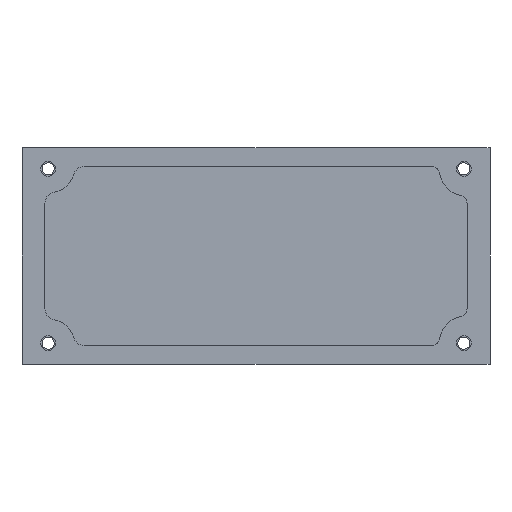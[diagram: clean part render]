
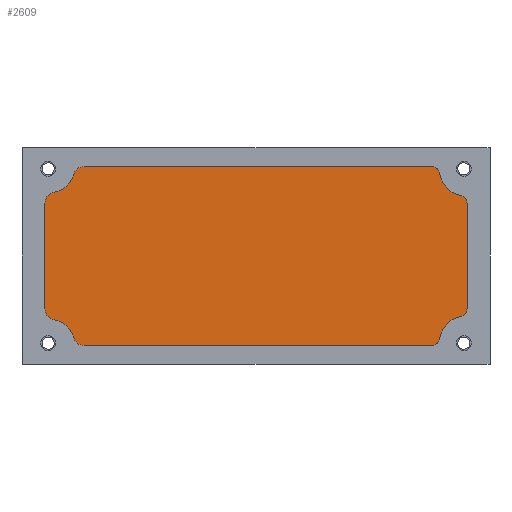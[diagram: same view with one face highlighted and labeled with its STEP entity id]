
A CAD part, front view. The second image highlights one B-rep face of the part: STEP entity #2609.
In plain terms, the highlighted planar face has unit normal (0, -1, 0).
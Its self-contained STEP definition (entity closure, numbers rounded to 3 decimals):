
#78=LINE('',#4644,#134);
#83=LINE('',#4660,#139);
#88=LINE('',#4676,#144);
#93=LINE('',#4692,#149);
#134=VECTOR('',#3904,1000.);
#139=VECTOR('',#3923,1000.);
#144=VECTOR('',#3942,1000.);
#149=VECTOR('',#3961,1000.);
#800=ORIENTED_EDGE('',*,*,#1065,.F.);
#801=ORIENTED_EDGE('',*,*,#1095,.T.);
#802=ORIENTED_EDGE('',*,*,#1093,.F.);
#803=ORIENTED_EDGE('',*,*,#1091,.F.);
#804=ORIENTED_EDGE('',*,*,#1089,.F.);
#805=ORIENTED_EDGE('',*,*,#1087,.T.);
#806=ORIENTED_EDGE('',*,*,#1085,.F.);
#807=ORIENTED_EDGE('',*,*,#1083,.F.);
#808=ORIENTED_EDGE('',*,*,#1081,.F.);
#809=ORIENTED_EDGE('',*,*,#1079,.T.);
#810=ORIENTED_EDGE('',*,*,#1077,.F.);
#811=ORIENTED_EDGE('',*,*,#1075,.F.);
#812=ORIENTED_EDGE('',*,*,#1073,.F.);
#813=ORIENTED_EDGE('',*,*,#1071,.T.);
#814=ORIENTED_EDGE('',*,*,#1069,.F.);
#815=ORIENTED_EDGE('',*,*,#1067,.F.);
#1065=EDGE_CURVE('',#1320,#1321,#1548,.T.);
#1067=EDGE_CURVE('',#1321,#1322,#78,.T.);
#1069=EDGE_CURVE('',#1322,#1323,#1549,.T.);
#1071=EDGE_CURVE('',#1324,#1323,#1550,.T.);
#1073=EDGE_CURVE('',#1324,#1325,#1551,.T.);
#1075=EDGE_CURVE('',#1325,#1326,#83,.T.);
#1077=EDGE_CURVE('',#1326,#1327,#1552,.T.);
#1079=EDGE_CURVE('',#1328,#1327,#1553,.T.);
#1081=EDGE_CURVE('',#1328,#1329,#1554,.T.);
#1083=EDGE_CURVE('',#1329,#1330,#88,.T.);
#1085=EDGE_CURVE('',#1330,#1331,#1555,.T.);
#1087=EDGE_CURVE('',#1332,#1331,#1556,.T.);
#1089=EDGE_CURVE('',#1332,#1333,#1557,.T.);
#1091=EDGE_CURVE('',#1333,#1334,#93,.T.);
#1093=EDGE_CURVE('',#1334,#1335,#1558,.T.);
#1095=EDGE_CURVE('',#1320,#1335,#1559,.T.);
#1320=VERTEX_POINT('',#4639);
#1321=VERTEX_POINT('',#4641);
#1322=VERTEX_POINT('',#4645);
#1323=VERTEX_POINT('',#4649);
#1324=VERTEX_POINT('',#4653);
#1325=VERTEX_POINT('',#4657);
#1326=VERTEX_POINT('',#4661);
#1327=VERTEX_POINT('',#4665);
#1328=VERTEX_POINT('',#4669);
#1329=VERTEX_POINT('',#4673);
#1330=VERTEX_POINT('',#4677);
#1331=VERTEX_POINT('',#4681);
#1332=VERTEX_POINT('',#4685);
#1333=VERTEX_POINT('',#4689);
#1334=VERTEX_POINT('',#4693);
#1335=VERTEX_POINT('',#4697);
#1548=CIRCLE('',#3026,2.49);
#1549=CIRCLE('',#3029,2.49);
#1550=CIRCLE('',#3031,5.45);
#1551=CIRCLE('',#3033,2.49);
#1552=CIRCLE('',#3036,1.88);
#1553=CIRCLE('',#3038,6.25);
#1554=CIRCLE('',#3040,1.88);
#1555=CIRCLE('',#3043,1.88);
#1556=CIRCLE('',#3045,6.25);
#1557=CIRCLE('',#3047,1.88);
#1558=CIRCLE('',#3050,2.49);
#1559=CIRCLE('',#3052,5.45);
#1939=EDGE_LOOP('',(#800,#801,#802,#803,#804,#805,#806,#807,#808,#809,#810,
#811,#812,#813,#814,#815));
#2319=FACE_BOUND('',#1939,.T.);
#2402=PLANE('',#3053);
#2609=ADVANCED_FACE('',(#2319),#2402,.F.);
#3026=AXIS2_PLACEMENT_3D('',#4640,#3899,#3900);
#3029=AXIS2_PLACEMENT_3D('',#4648,#3908,#3909);
#3031=AXIS2_PLACEMENT_3D('',#4652,#3913,#3914);
#3033=AXIS2_PLACEMENT_3D('',#4656,#3918,#3919);
#3036=AXIS2_PLACEMENT_3D('',#4664,#3927,#3928);
#3038=AXIS2_PLACEMENT_3D('',#4668,#3932,#3933);
#3040=AXIS2_PLACEMENT_3D('',#4672,#3937,#3938);
#3043=AXIS2_PLACEMENT_3D('',#4680,#3946,#3947);
#3045=AXIS2_PLACEMENT_3D('',#4684,#3951,#3952);
#3047=AXIS2_PLACEMENT_3D('',#4688,#3956,#3957);
#3050=AXIS2_PLACEMENT_3D('',#4696,#3965,#3966);
#3052=AXIS2_PLACEMENT_3D('',#4700,#3970,#3971);
#3053=AXIS2_PLACEMENT_3D('',#4701,#3972,#3973);
#3899=DIRECTION('',(0.,1.,0.));
#3900=DIRECTION('',(1.,0.,0.));
#3904=DIRECTION('',(0.,0.,1.));
#3908=DIRECTION('',(0.,1.,0.));
#3909=DIRECTION('',(1.,0.,0.));
#3913=DIRECTION('',(0.,1.,0.));
#3914=DIRECTION('',(1.,0.,0.));
#3918=DIRECTION('',(0.,1.,0.));
#3919=DIRECTION('',(1.,0.,0.));
#3923=DIRECTION('',(1.,0.,0.));
#3927=DIRECTION('',(0.,1.,0.));
#3928=DIRECTION('',(1.,0.,0.));
#3932=DIRECTION('',(0.,1.,0.));
#3933=DIRECTION('',(1.,0.,0.));
#3937=DIRECTION('',(0.,1.,0.));
#3938=DIRECTION('',(1.,0.,0.));
#3942=DIRECTION('',(0.,0.,-1.));
#3946=DIRECTION('',(0.,1.,0.));
#3947=DIRECTION('',(1.,0.,0.));
#3951=DIRECTION('',(0.,1.,0.));
#3952=DIRECTION('',(1.,0.,0.));
#3956=DIRECTION('',(0.,1.,0.));
#3957=DIRECTION('',(1.,0.,0.));
#3961=DIRECTION('',(-1.,0.,0.));
#3965=DIRECTION('',(0.,1.,0.));
#3966=DIRECTION('',(1.,0.,0.));
#3970=DIRECTION('',(0.,1.,0.));
#3971=DIRECTION('',(1.,0.,0.));
#3972=DIRECTION('',(0.,1.,0.));
#3973=DIRECTION('',(0.,0.,1.));
#4639=CARTESIAN_POINT('',(-46.286,10.,-14.613));
#4640=CARTESIAN_POINT('',(-45.91,10.,-12.151));
#4641=CARTESIAN_POINT('',(-48.4,10.,-12.151));
#4644=CARTESIAN_POINT('',(-48.4,10.,-12.151));
#4645=CARTESIAN_POINT('',(-48.4,10.,12.151));
#4648=CARTESIAN_POINT('',(-45.91,10.,12.151));
#4649=CARTESIAN_POINT('',(-46.286,10.,14.613));
#4652=CARTESIAN_POINT('',(-47.11,10.,20.));
#4653=CARTESIAN_POINT('',(-41.834,10.,18.634));
#4656=CARTESIAN_POINT('',(-39.423,10.,18.01));
#4657=CARTESIAN_POINT('',(-39.423,10.,20.5));
#4660=CARTESIAN_POINT('',(-39.423,10.,20.5));
#4661=CARTESIAN_POINT('',(40.208,10.,20.5));
#4664=CARTESIAN_POINT('',(40.208,10.,18.62));
#4665=CARTESIAN_POINT('',(42.061,10.,18.939));
#4668=CARTESIAN_POINT('',(48.22,10.,20.));
#4669=CARTESIAN_POINT('',(46.913,10.,13.888));
#4672=CARTESIAN_POINT('',(46.52,10.,12.05));
#4673=CARTESIAN_POINT('',(48.4,10.,12.05));
#4676=CARTESIAN_POINT('',(48.4,10.,12.05));
#4677=CARTESIAN_POINT('',(48.4,10.,-12.05));
#4680=CARTESIAN_POINT('',(46.52,10.,-12.05));
#4681=CARTESIAN_POINT('',(46.913,10.,-13.888));
#4684=CARTESIAN_POINT('',(48.22,10.,-20.));
#4685=CARTESIAN_POINT('',(42.061,10.,-18.939));
#4688=CARTESIAN_POINT('',(40.208,10.,-18.62));
#4689=CARTESIAN_POINT('',(40.208,10.,-20.5));
#4692=CARTESIAN_POINT('',(40.208,10.,-20.5));
#4693=CARTESIAN_POINT('',(-39.423,10.,-20.5));
#4696=CARTESIAN_POINT('',(-39.423,10.,-18.01));
#4697=CARTESIAN_POINT('',(-41.834,10.,-18.634));
#4700=CARTESIAN_POINT('',(-47.11,10.,-20.));
#4701=CARTESIAN_POINT('',(-45.91,10.,-12.151));
